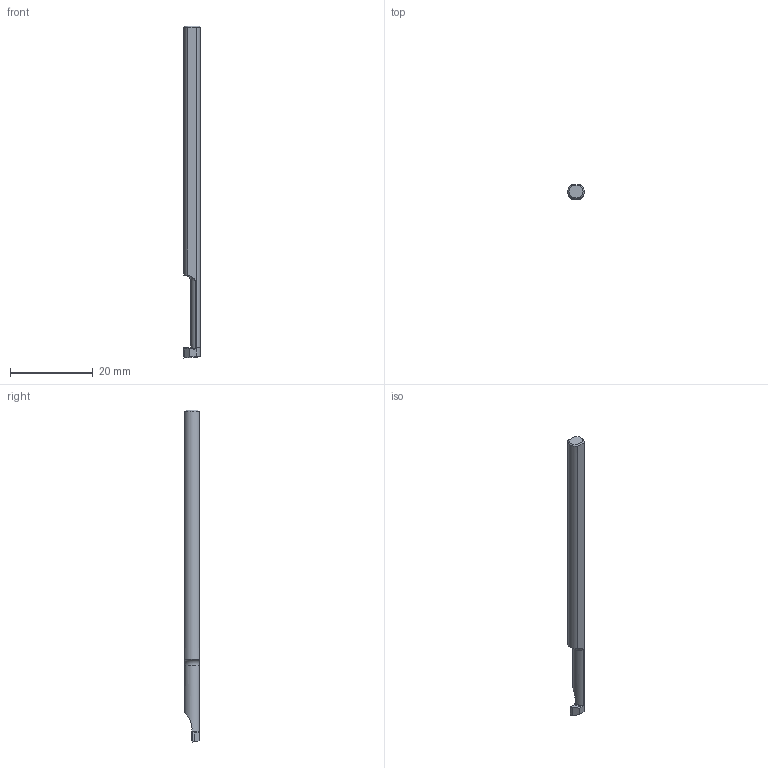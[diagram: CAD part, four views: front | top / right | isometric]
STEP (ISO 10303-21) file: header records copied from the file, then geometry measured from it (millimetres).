
FILE_DESCRIPTION(/* description */ (''),/* implementation_level */ '2;1');
FILE_NAME(/* name */ 'C04FR-BLS.stp',/* time_stamp */ '2022-07-01T08:34:11+09:00',/* author */ (''),/* organization */ (''),/* preprocessor_version */ 'ST-DEVELOPER v16',/* originating_system */ 'SIEMENS PLM Software NX 10.0',/* authorisation */ '');
FILE_SCHEMA (('AUTOMOTIVE_DESIGN { 1 0 10303 214 3 1 1 1 }'));
Length unit declared in the file: millimetre
Products named in the file (1): C04FR-BLS_ASM
Bounding box: 4 x 3.4 x 80 mm (x, y, z)
Volume: 809 mm3; surface area: 940 mm2
Topology: 2 solids, 2 shells, 27 faces, 76 edges, 61 vertices
Faces by surface type: plane 15, cylinder 6, bspline 3, cone 2, torus 1
Entity records: 1325 total; most frequent: CARTESIAN_POINT 541, ORIENTED_EDGE 140, DIRECTION 139, EDGE_CURVE 70, AXIS2_PLACEMENT_3D 51, VERTEX_POINT 47, LINE 37, VECTOR 37
